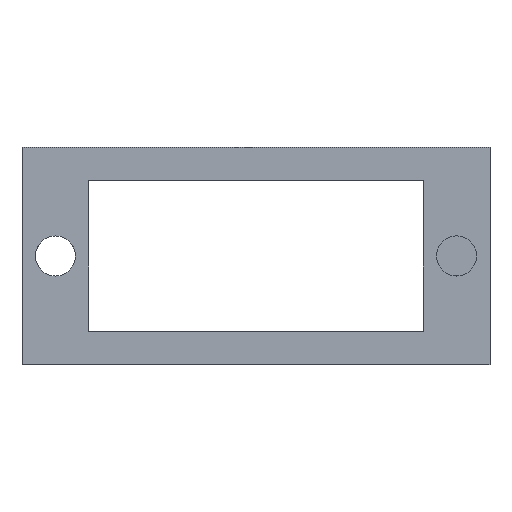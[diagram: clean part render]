
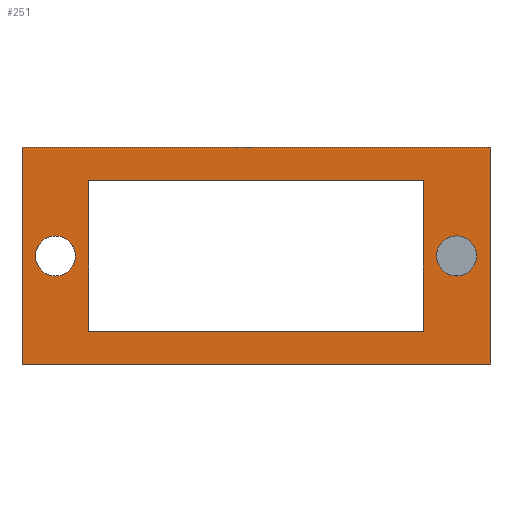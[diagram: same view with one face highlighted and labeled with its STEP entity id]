
A CAD part, top view. The second image highlights one B-rep face of the part: STEP entity #251.
In plain terms, the highlighted planar face has unit normal (0, 0, 1).
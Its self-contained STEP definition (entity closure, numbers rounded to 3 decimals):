
#15=FACE_BOUND('',#56,.T.);
#16=FACE_BOUND('',#57,.T.);
#17=FACE_BOUND('',#58,.T.);
#29=PLANE('',#290);
#42=FACE_OUTER_BOUND('',#55,.T.);
#55=EDGE_LOOP('',(#218,#219,#220,#221));
#56=EDGE_LOOP('',(#222,#223));
#57=EDGE_LOOP('',(#224,#225,#226,#227));
#58=EDGE_LOOP('',(#228));
#66=LINE('',#383,#92);
#69=LINE('',#389,#95);
#72=LINE('',#395,#98);
#75=LINE('',#399,#101);
#78=LINE('',#407,#104);
#81=LINE('',#413,#107);
#84=LINE('',#419,#110);
#87=LINE('',#423,#113);
#92=VECTOR('',#318,10.);
#95=VECTOR('',#323,10.);
#98=VECTOR('',#328,10.);
#101=VECTOR('',#333,10.);
#104=VECTOR('',#338,10.);
#107=VECTOR('',#343,10.);
#110=VECTOR('',#348,10.);
#113=VECTOR('',#353,10.);
#116=CIRCLE('',#276,6.);
#117=CIRCLE('',#277,6.);
#118=CIRCLE('',#280,6.);
#122=VERTEX_POINT('',#364);
#123=VERTEX_POINT('',#366);
#124=VERTEX_POINT('',#371);
#128=VERTEX_POINT('',#380);
#129=VERTEX_POINT('',#382);
#131=VERTEX_POINT('',#388);
#133=VERTEX_POINT('',#394);
#136=VERTEX_POINT('',#404);
#137=VERTEX_POINT('',#406);
#139=VERTEX_POINT('',#412);
#141=VERTEX_POINT('',#418);
#145=EDGE_CURVE('',#123,#122,#116,.T.);
#146=EDGE_CURVE('',#122,#123,#117,.T.);
#147=EDGE_CURVE('',#124,#124,#118,.T.);
#152=EDGE_CURVE('',#129,#128,#66,.T.);
#155=EDGE_CURVE('',#131,#129,#69,.T.);
#158=EDGE_CURVE('',#133,#131,#72,.T.);
#161=EDGE_CURVE('',#128,#133,#75,.T.);
#164=EDGE_CURVE('',#137,#136,#78,.T.);
#167=EDGE_CURVE('',#139,#137,#81,.T.);
#170=EDGE_CURVE('',#141,#139,#84,.T.);
#173=EDGE_CURVE('',#136,#141,#87,.T.);
#218=ORIENTED_EDGE('',*,*,#173,.T.);
#219=ORIENTED_EDGE('',*,*,#170,.T.);
#220=ORIENTED_EDGE('',*,*,#167,.T.);
#221=ORIENTED_EDGE('',*,*,#164,.T.);
#222=ORIENTED_EDGE('',*,*,#145,.T.);
#223=ORIENTED_EDGE('',*,*,#146,.T.);
#224=ORIENTED_EDGE('',*,*,#161,.T.);
#225=ORIENTED_EDGE('',*,*,#158,.T.);
#226=ORIENTED_EDGE('',*,*,#155,.T.);
#227=ORIENTED_EDGE('',*,*,#152,.T.);
#228=ORIENTED_EDGE('',*,*,#147,.T.);
#251=ADVANCED_FACE('',(#42,#15,#16,#17),#29,.T.);
#276=AXIS2_PLACEMENT_3D('',#367,#301,#302);
#277=AXIS2_PLACEMENT_3D('',#368,#303,#304);
#280=AXIS2_PLACEMENT_3D('',#372,#309,#310);
#290=AXIS2_PLACEMENT_3D('',#424,#354,#355);
#301=DIRECTION('center_axis',(0.,0.,-1.));
#302=DIRECTION('ref_axis',(1.,0.,0.));
#303=DIRECTION('center_axis',(0.,0.,-1.));
#304=DIRECTION('ref_axis',(1.,0.,0.));
#309=DIRECTION('center_axis',(0.,0.,-1.));
#310=DIRECTION('ref_axis',(-1.,0.,0.));
#318=DIRECTION('',(1.,0.,0.));
#323=DIRECTION('',(0.,1.,0.));
#328=DIRECTION('',(-1.,0.,0.));
#333=DIRECTION('',(0.,-1.,0.));
#338=DIRECTION('',(0.,1.,0.));
#343=DIRECTION('',(1.,0.,0.));
#348=DIRECTION('',(0.,-1.,0.));
#353=DIRECTION('',(-1.,0.,0.));
#354=DIRECTION('center_axis',(0.,0.,1.));
#355=DIRECTION('ref_axis',(1.,0.,0.));
#364=CARTESIAN_POINT('',(114.,0.,10.));
#366=CARTESIAN_POINT('',(126.,0.,10.));
#367=CARTESIAN_POINT('Origin',(120.,0.,10.));
#368=CARTESIAN_POINT('Origin',(120.,0.,10.));
#371=CARTESIAN_POINT('',(6.,0.,10.));
#372=CARTESIAN_POINT('Origin',(0.,0.,10.));
#380=CARTESIAN_POINT('',(110.,22.5,10.));
#382=CARTESIAN_POINT('',(10.,22.5,10.));
#383=CARTESIAN_POINT('',(10.,22.5,10.));
#388=CARTESIAN_POINT('',(10.,-22.5,10.));
#389=CARTESIAN_POINT('',(10.,-32.5,10.));
#394=CARTESIAN_POINT('',(110.,-22.5,10.));
#395=CARTESIAN_POINT('',(110.,-22.5,10.));
#399=CARTESIAN_POINT('',(110.,32.5,10.));
#404=CARTESIAN_POINT('',(130.,32.5,10.));
#406=CARTESIAN_POINT('',(130.,-32.5,10.));
#407=CARTESIAN_POINT('',(130.,-32.5,10.));
#412=CARTESIAN_POINT('',(-10.,-32.5,10.));
#413=CARTESIAN_POINT('',(-10.,-32.5,10.));
#418=CARTESIAN_POINT('',(-10.,32.5,10.));
#419=CARTESIAN_POINT('',(-10.,32.5,10.));
#423=CARTESIAN_POINT('',(130.,32.5,10.));
#424=CARTESIAN_POINT('Origin',(60.,0.,10.));
